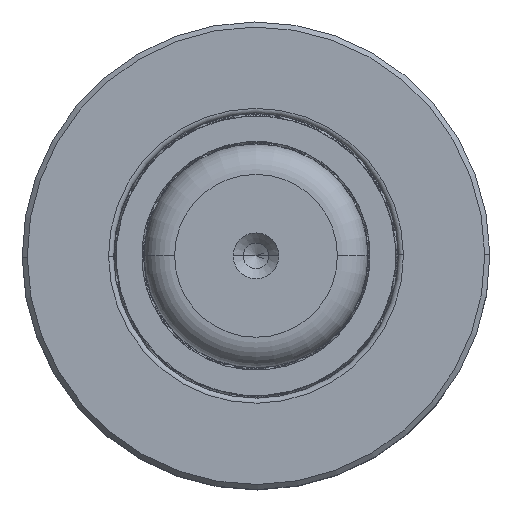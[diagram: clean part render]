
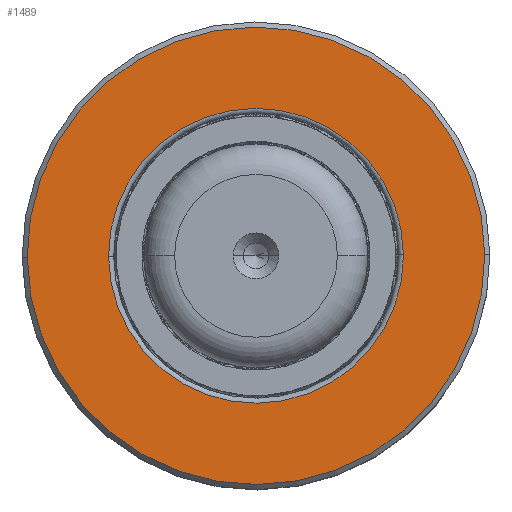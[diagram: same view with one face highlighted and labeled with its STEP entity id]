
A CAD part, top view. The second image highlights one B-rep face of the part: STEP entity #1489.
In plain terms, the highlighted face is planar.
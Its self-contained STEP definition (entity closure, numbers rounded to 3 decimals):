
#78 = AXIS2_PLACEMENT_3D ( 'NONE', #8832, #29088, #23157 ) ;
#239 = CIRCLE ( 'NONE', #20034, 14.5 ) ;
#676 = ORIENTED_EDGE ( 'NONE', *, *, #17531, .F. ) ;
#1024 = AXIS2_PLACEMENT_3D ( 'NONE', #25283, #36671, #19320 ) ;
#1145 = EDGE_LOOP ( 'NONE', ( #676, #37216 ) ) ;
#1346 = CARTESIAN_POINT ( 'NONE',  ( 0., 10.687, -14.5 ) ) ;
#1374 = FACE_OUTER_BOUND ( 'NONE', #1145, .T. ) ;
#1489 = ADVANCED_FACE ( 'NONE', ( #35334, #1374 ), #9506, .T. ) ;
#1876 = DIRECTION ( 'NONE',  ( 0., -1., 0. ) ) ;
#2249 = CIRCLE ( 'NONE', #78, 22.5 ) ;
#3509 = EDGE_CURVE ( 'NONE', #29005, #20391, #30229, .T. ) ;
#6113 = CARTESIAN_POINT ( 'NONE',  ( 0., 10.687, -22.5 ) ) ;
#6230 = DIRECTION ( 'NONE',  ( 0., -1., 0. ) ) ;
#6329 = ORIENTED_EDGE ( 'NONE', *, *, #33734, .T. ) ;
#6927 = VERTEX_POINT ( 'NONE', #36983 ) ;
#8832 = CARTESIAN_POINT ( 'NONE',  ( 0., 10.687, 0. ) ) ;
#9506 = PLANE ( 'NONE',  #26074 ) ;
#9523 = CARTESIAN_POINT ( 'NONE',  ( 0., 10.687, 0. ) ) ;
#11664 = DIRECTION ( 'NONE',  ( 0., 1., 0. ) ) ;
#17531 = EDGE_CURVE ( 'NONE', #17894, #6927, #19906, .T. ) ;
#17807 = DIRECTION ( 'NONE',  ( 0., 0., 1. ) ) ;
#17894 = VERTEX_POINT ( 'NONE', #6113 ) ;
#19320 = DIRECTION ( 'NONE',  ( 0., 0., -1. ) ) ;
#19906 = CIRCLE ( 'NONE', #29060, 22.5 ) ;
#20034 = AXIS2_PLACEMENT_3D ( 'NONE', #9523, #6230, #21052 ) ;
#20115 = ORIENTED_EDGE ( 'NONE', *, *, #3509, .T. ) ;
#20391 = VERTEX_POINT ( 'NONE', #26968 ) ;
#21052 = DIRECTION ( 'NONE',  ( 0., 0., -1. ) ) ;
#23157 = DIRECTION ( 'NONE',  ( 0., 0., -1. ) ) ;
#24665 = CARTESIAN_POINT ( 'NONE',  ( 0., 10.687, 0. ) ) ;
#25283 = CARTESIAN_POINT ( 'NONE',  ( 0., 10.687, 0. ) ) ;
#25847 = EDGE_CURVE ( 'NONE', #6927, #17894, #2249, .T. ) ;
#26074 = AXIS2_PLACEMENT_3D ( 'NONE', #26980, #11664, #17807 ) ;
#26968 = CARTESIAN_POINT ( 'NONE',  ( 0., 10.687, 14.5 ) ) ;
#26980 = CARTESIAN_POINT ( 'NONE',  ( 22.5, 10.687, 0. ) ) ;
#29005 = VERTEX_POINT ( 'NONE', #1346 ) ;
#29060 = AXIS2_PLACEMENT_3D ( 'NONE', #24665, #1876, #30348 ) ;
#29088 = DIRECTION ( 'NONE',  ( 0., -1., 0. ) ) ;
#29674 = EDGE_LOOP ( 'NONE', ( #20115, #6329 ) ) ;
#30229 = CIRCLE ( 'NONE', #1024, 14.5 ) ;
#30348 = DIRECTION ( 'NONE',  ( 0., 0., -1. ) ) ;
#33734 = EDGE_CURVE ( 'NONE', #20391, #29005, #239, .T. ) ;
#35334 = FACE_BOUND ( 'NONE', #29674, .T. ) ;
#36671 = DIRECTION ( 'NONE',  ( 0., -1., 0. ) ) ;
#36983 = CARTESIAN_POINT ( 'NONE',  ( 0., 10.687, 22.5 ) ) ;
#37216 = ORIENTED_EDGE ( 'NONE', *, *, #25847, .F. ) ;
